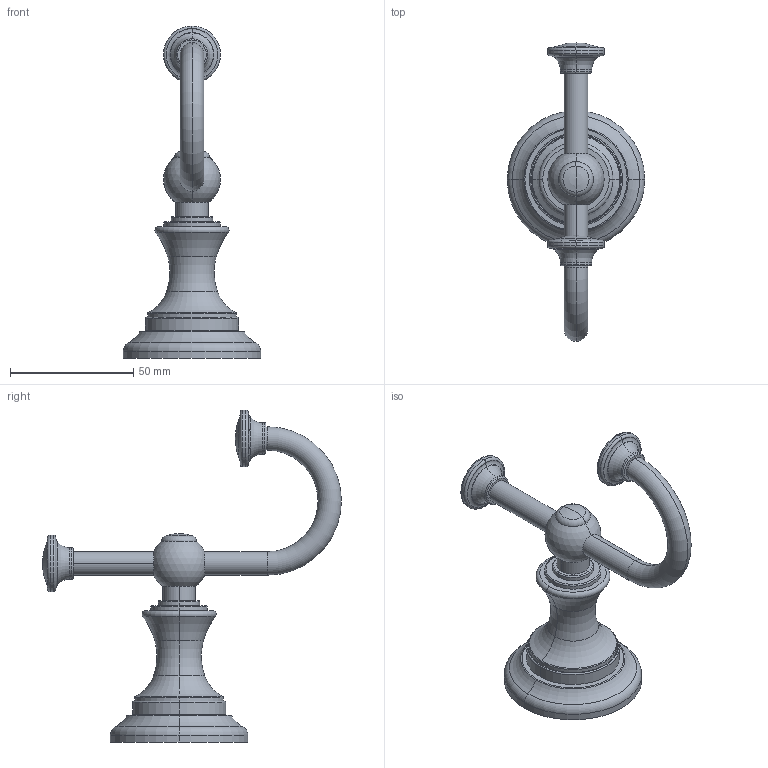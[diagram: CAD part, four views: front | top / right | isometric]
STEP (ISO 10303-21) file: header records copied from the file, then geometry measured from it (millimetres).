
FILE_DESCRIPTION((''),'2;1');
FILE_NAME('35-13','2021-10-28T10:14:39',('jinson.thomas'),(''),'CREO PARAMETRIC BY PTC INC, 2018400','CREO PARAMETRIC BY PTC INC, 2018400','');
FILE_SCHEMA(('CONFIG_CONTROL_DESIGN'));
Length unit declared in the file: inch
Products named in the file (1): 35-13
Bounding box: 55.88 x 121.48 x 134.92 mm (x, y, z)
Volume: 69270.9 mm3; surface area: 18324.1 mm2
Topology: 1 solids, 1 shells, 104 faces, 218 edges, 121 vertices
Faces by surface type: torus 50, cylinder 30, plane 12, sphere 8, bspline 4
Entity records: 2854 total; most frequent: DIRECTION 594, CARTESIAN_POINT 497, ORIENTED_EDGE 424, AXIS2_PLACEMENT_3D 282, EDGE_CURVE 212, CIRCLE 182, VERTEX_POINT 121, EDGE_LOOP 115
